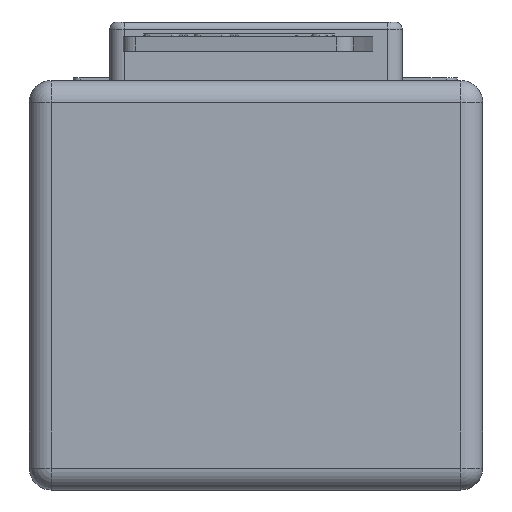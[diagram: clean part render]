
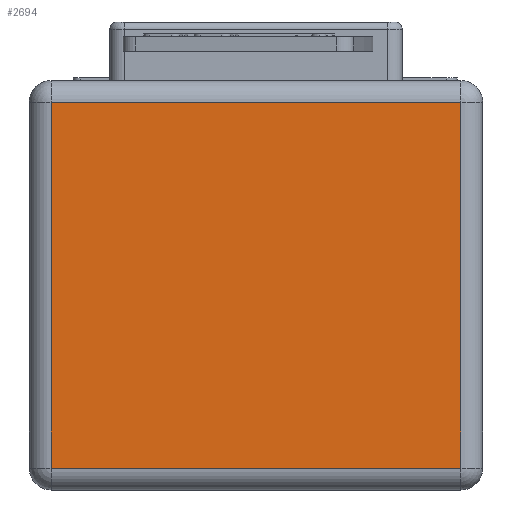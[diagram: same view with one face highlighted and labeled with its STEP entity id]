
A CAD part, front view. The second image highlights one B-rep face of the part: STEP entity #2694.
In plain terms, the highlighted planar face has unit normal (0, -1, 0).
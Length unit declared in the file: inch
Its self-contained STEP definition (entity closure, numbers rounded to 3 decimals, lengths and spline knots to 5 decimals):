
#292 = CARTESIAN_POINT ( 'NONE',  ( -2.37147, 0.50972, 21.33028 ) ) ;
#379 = DIRECTION ( 'NONE',  ( -1., 0., 0. ) ) ;
#384 = EDGE_LOOP ( 'NONE', ( #2288, #660, #7744, #6512 ) ) ;
#660 = ORIENTED_EDGE ( 'NONE', *, *, #4149, .T. ) ;
#714 = VECTOR ( 'NONE', #3396, 39.37008 ) ;
#1065 = VECTOR ( 'NONE', #379, 39.37008 ) ;
#1167 = EDGE_CURVE ( 'NONE', #9768, #9419, #1806, .T. ) ;
#1196 = VECTOR ( 'NONE', #3420, 39.37008 ) ;
#1806 = LINE ( 'NONE', #292, #1196 ) ;
#1915 = CARTESIAN_POINT ( 'NONE',  ( -3.12147, 0.50972, 20.58028 ) ) ;
#2288 = ORIENTED_EDGE ( 'NONE', *, *, #6892, .T. ) ;
#2517 = DIRECTION ( 'NONE',  ( 0., 0., 1. ) ) ;
#2694 = ADVANCED_FACE ( 'NONE', ( #7951 ), #3412, .F. ) ;
#3152 = LINE ( 'NONE', #1915, #1065 ) ;
#3271 = CARTESIAN_POINT ( 'NONE',  ( -3.12147, 0.50972, 21.33028 ) ) ;
#3396 = DIRECTION ( 'NONE',  ( 1., 0., 0. ) ) ;
#3405 = CARTESIAN_POINT ( 'NONE',  ( 11.62853, 0.50972, 20.58028 ) ) ;
#3412 = PLANE ( 'NONE',  #6746 ) ;
#3420 = DIRECTION ( 'NONE',  ( 0., 0., -1. ) ) ;
#4149 = EDGE_CURVE ( 'NONE', #7489, #6315, #9355, .T. ) ;
#5400 = DIRECTION ( 'NONE',  ( 0., 0., 1. ) ) ;
#5704 = LINE ( 'NONE', #9566, #714 ) ;
#6167 = CARTESIAN_POINT ( 'NONE',  ( 11.62853, 0.50972, 21.33028 ) ) ;
#6315 = VERTEX_POINT ( 'NONE', #3405 ) ;
#6512 = ORIENTED_EDGE ( 'NONE', *, *, #1167, .T. ) ;
#6746 = AXIS2_PLACEMENT_3D ( 'NONE', #3271, #7178, #2517 ) ;
#6806 = CARTESIAN_POINT ( 'NONE',  ( -2.37147, 0.50972, 20.58028 ) ) ;
#6892 = EDGE_CURVE ( 'NONE', #9419, #7489, #5704, .T. ) ;
#7178 = DIRECTION ( 'NONE',  ( 0., 1., 0. ) ) ;
#7489 = VERTEX_POINT ( 'NONE', #7986 ) ;
#7744 = ORIENTED_EDGE ( 'NONE', *, *, #9145, .T. ) ;
#7951 = FACE_OUTER_BOUND ( 'NONE', #384, .T. ) ;
#7986 = CARTESIAN_POINT ( 'NONE',  ( 11.62853, 0.50972, 8.08028 ) ) ;
#9145 = EDGE_CURVE ( 'NONE', #6315, #9768, #3152, .T. ) ;
#9355 = LINE ( 'NONE', #6167, #9473 ) ;
#9401 = CARTESIAN_POINT ( 'NONE',  ( -2.37147, 0.50972, 8.08028 ) ) ;
#9419 = VERTEX_POINT ( 'NONE', #9401 ) ;
#9473 = VECTOR ( 'NONE', #5400, 39.37008 ) ;
#9566 = CARTESIAN_POINT ( 'NONE',  ( -3.12147, 0.50972, 8.08028 ) ) ;
#9768 = VERTEX_POINT ( 'NONE', #6806 ) ;
